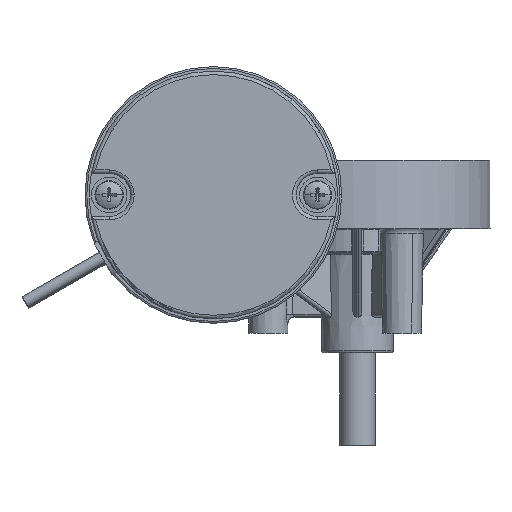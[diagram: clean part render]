
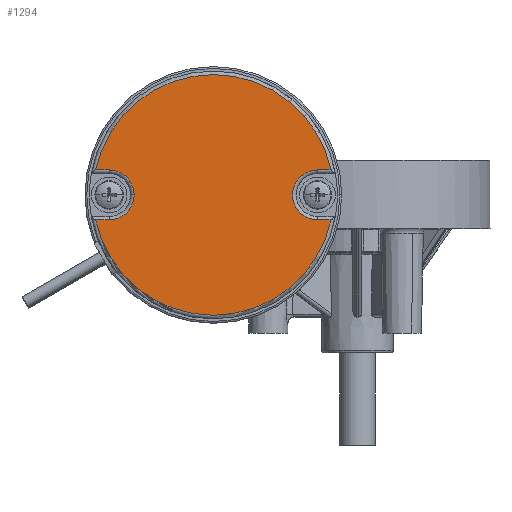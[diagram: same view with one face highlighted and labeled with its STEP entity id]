
A CAD part, front view. The second image highlights one B-rep face of the part: STEP entity #1294.
In plain terms, the highlighted face is planar.
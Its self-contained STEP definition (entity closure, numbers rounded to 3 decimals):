
#73 = CARTESIAN_POINT ( 'NONE',  ( 29.228, 0., 0. ) ) ;
#527 = CARTESIAN_POINT ( 'NONE',  ( 33.016, -7., 0. ) ) ;
#769 = VERTEX_POINT ( 'NONE', #7349 ) ;
#1094 = CARTESIAN_POINT ( 'NONE',  ( 0., 0., 0. ) ) ;
#1294 = ADVANCED_FACE ( 'NONE', ( #16006 ), #21749, .F. ) ;
#2332 = ORIENTED_EDGE ( 'NONE', *, *, #5694, .T. ) ;
#2421 = CARTESIAN_POINT ( 'NONE',  ( 0., 0., 0. ) ) ;
#2476 = VECTOR ( 'NONE', #9476, 1000. ) ;
#2490 = CIRCLE ( 'NONE', #12652, 33.75 ) ;
#2787 = CARTESIAN_POINT ( 'NONE',  ( 0., 0., 0. ) ) ;
#3021 = LINE ( 'NONE', #5996, #2476 ) ;
#3075 = LINE ( 'NONE', #6193, #21009 ) ;
#4170 = AXIS2_PLACEMENT_3D ( 'NONE', #19850, #7982, #4317 ) ;
#4317 = DIRECTION ( 'NONE',  ( 1., 0., 0. ) ) ;
#4507 = DIRECTION ( 'NONE',  ( 1., 0., 0. ) ) ;
#4509 = VERTEX_POINT ( 'NONE', #12709 ) ;
#4629 = EDGE_LOOP ( 'NONE', ( #10434, #9907, #17716, #14414, #20436, #17548, #2332, #10394, #17904 ) ) ;
#5516 = CIRCLE ( 'NONE', #12373, 7. ) ;
#5596 = VERTEX_POINT ( 'NONE', #20049 ) ;
#5694 = EDGE_CURVE ( 'NONE', #20799, #11489, #21042, .T. ) ;
#5826 = CARTESIAN_POINT ( 'NONE',  ( -29.228, 0., 0. ) ) ;
#5996 = CARTESIAN_POINT ( 'NONE',  ( 0., 7., 0. ) ) ;
#6106 = CIRCLE ( 'NONE', #4170, 7. ) ;
#6135 = EDGE_CURVE ( 'NONE', #769, #11374, #22395, .T. ) ;
#6148 = DIRECTION ( 'NONE',  ( 1., 0., 0. ) ) ;
#6193 = CARTESIAN_POINT ( 'NONE',  ( -34.228, 7., 0. ) ) ;
#7174 = CARTESIAN_POINT ( 'NONE',  ( -33.016, -7., 0. ) ) ;
#7349 = CARTESIAN_POINT ( 'NONE',  ( 29.228, -7., 0. ) ) ;
#7540 = DIRECTION ( 'NONE',  ( 1., 0., 0. ) ) ;
#7970 = DIRECTION ( 'NONE',  ( 1., 0., 0. ) ) ;
#7982 = DIRECTION ( 'NONE',  ( 0., 0., 1. ) ) ;
#8023 = CARTESIAN_POINT ( 'NONE',  ( -22.228, 0., 0. ) ) ;
#8287 = CARTESIAN_POINT ( 'NONE',  ( 0., -7., 0. ) ) ;
#8362 = AXIS2_PLACEMENT_3D ( 'NONE', #1094, #18403, #21905 ) ;
#8459 = DIRECTION ( 'NONE',  ( 1., 0., 0. ) ) ;
#9476 = DIRECTION ( 'NONE',  ( -1., 0., 0. ) ) ;
#9696 = DIRECTION ( 'NONE',  ( -1., 0., 0. ) ) ;
#9907 = ORIENTED_EDGE ( 'NONE', *, *, #12316, .T. ) ;
#9981 = CIRCLE ( 'NONE', #18550, 7. ) ;
#10394 = ORIENTED_EDGE ( 'NONE', *, *, #14826, .T. ) ;
#10434 = ORIENTED_EDGE ( 'NONE', *, *, #19603, .T. ) ;
#11374 = VERTEX_POINT ( 'NONE', #527 ) ;
#11489 = VERTEX_POINT ( 'NONE', #13207 ) ;
#12316 = EDGE_CURVE ( 'NONE', #16751, #5596, #2490, .T. ) ;
#12373 = AXIS2_PLACEMENT_3D ( 'NONE', #73, #19124, #20860 ) ;
#12652 = AXIS2_PLACEMENT_3D ( 'NONE', #2421, #13637, #7970 ) ;
#12709 = CARTESIAN_POINT ( 'NONE',  ( -29.228, 7., 0. ) ) ;
#12900 = EDGE_CURVE ( 'NONE', #20674, #769, #5516, .T. ) ;
#13207 = CARTESIAN_POINT ( 'NONE',  ( -29.228, -7., 0. ) ) ;
#13637 = DIRECTION ( 'NONE',  ( 0., 0., -1. ) ) ;
#14414 = ORIENTED_EDGE ( 'NONE', *, *, #12900, .T. ) ;
#14547 = VERTEX_POINT ( 'NONE', #8023 ) ;
#14826 = EDGE_CURVE ( 'NONE', #11489, #14547, #6106, .T. ) ;
#14935 = DIRECTION ( 'NONE',  ( 0., 0., -1. ) ) ;
#15386 = CARTESIAN_POINT ( 'NONE',  ( 29.228, 7., 0. ) ) ;
#16006 = FACE_OUTER_BOUND ( 'NONE', #4629, .T. ) ;
#16640 = VECTOR ( 'NONE', #8459, 1000. ) ;
#16751 = VERTEX_POINT ( 'NONE', #19697 ) ;
#17548 = ORIENTED_EDGE ( 'NONE', *, *, #22251, .T. ) ;
#17716 = ORIENTED_EDGE ( 'NONE', *, *, #20334, .T. ) ;
#17904 = ORIENTED_EDGE ( 'NONE', *, *, #21373, .T. ) ;
#18012 = DIRECTION ( 'NONE',  ( 0., 0., 1. ) ) ;
#18347 = VECTOR ( 'NONE', #6148, 1000. ) ;
#18403 = DIRECTION ( 'NONE',  ( 0., 0., 1. ) ) ;
#18550 = AXIS2_PLACEMENT_3D ( 'NONE', #5826, #18012, #7540 ) ;
#19124 = DIRECTION ( 'NONE',  ( 0., 0., 1. ) ) ;
#19464 = CIRCLE ( 'NONE', #20817, 33.75 ) ;
#19603 = EDGE_CURVE ( 'NONE', #4509, #16751, #3075, .T. ) ;
#19697 = CARTESIAN_POINT ( 'NONE',  ( -33.016, 7., 0. ) ) ;
#19850 = CARTESIAN_POINT ( 'NONE',  ( -29.228, 0., 0. ) ) ;
#20049 = CARTESIAN_POINT ( 'NONE',  ( 33.016, 7., 0. ) ) ;
#20119 = CARTESIAN_POINT ( 'NONE',  ( -29.228, -7., 0. ) ) ;
#20334 = EDGE_CURVE ( 'NONE', #5596, #20674, #3021, .T. ) ;
#20436 = ORIENTED_EDGE ( 'NONE', *, *, #6135, .T. ) ;
#20674 = VERTEX_POINT ( 'NONE', #15386 ) ;
#20799 = VERTEX_POINT ( 'NONE', #7174 ) ;
#20817 = AXIS2_PLACEMENT_3D ( 'NONE', #2787, #14935, #4507 ) ;
#20860 = DIRECTION ( 'NONE',  ( 1., 0., 0. ) ) ;
#21009 = VECTOR ( 'NONE', #9696, 1000. ) ;
#21042 = LINE ( 'NONE', #20119, #18347 ) ;
#21373 = EDGE_CURVE ( 'NONE', #14547, #4509, #9981, .T. ) ;
#21749 = PLANE ( 'NONE',  #8362 ) ;
#21905 = DIRECTION ( 'NONE',  ( 1., 0., 0. ) ) ;
#22251 = EDGE_CURVE ( 'NONE', #11374, #20799, #19464, .T. ) ;
#22395 = LINE ( 'NONE', #8287, #16640 ) ;
